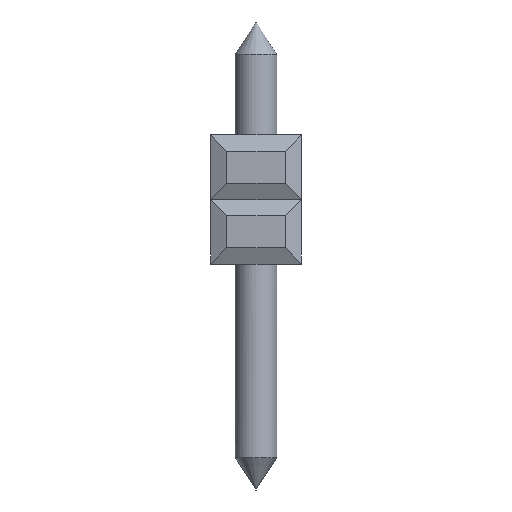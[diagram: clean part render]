
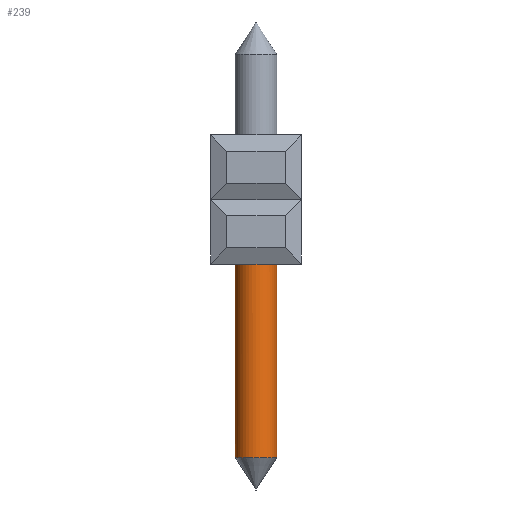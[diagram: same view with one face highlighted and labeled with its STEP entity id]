
A CAD part, left-side view. The second image highlights one B-rep face of the part: STEP entity #239.
In plain terms, the highlighted cylindrical face has radius 0.65 mm (diameter 1.3 mm), a full revolution.
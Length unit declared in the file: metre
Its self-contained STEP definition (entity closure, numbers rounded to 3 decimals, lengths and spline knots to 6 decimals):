
#239=ADVANCED_FACE('',(#657,#658),#659,.T.);
#657=FACE_OUTER_BOUND('',#1286,.T.);
#658=FACE_OUTER_BOUND('',#1287,.T.);
#659=CYLINDRICAL_SURFACE('',#1288,0.00065);
#1286=EDGE_LOOP('',(#1963));
#1287=EDGE_LOOP('',(#1964));
#1288=AXIS2_PLACEMENT_3D('',#1965,#1966,#1967);
#1963=ORIENTED_EDGE('',*,*,#3541,.F.);
#1964=ORIENTED_EDGE('',*,*,#3542,.F.);
#1965=CARTESIAN_POINT('',(-0.00435,-0.03326,0.0005));
#1966=DIRECTION('',(0.0,0.,-1.0));
#1967=DIRECTION('',(-1.0,0.0,0.0));
#3541=EDGE_CURVE('',#4206,#4206,#4207,.T.);
#3542=EDGE_CURVE('',#4208,#4208,#4209,.T.);
#4206=VERTEX_POINT('',#5115);
#4207=CIRCLE('',#5116,0.00065);
#4208=VERTEX_POINT('',#5117);
#4209=CIRCLE('',#5118,0.00065);
#5115=CARTESIAN_POINT('',(-0.00396,-0.03274,-0.01));
#5116=AXIS2_PLACEMENT_3D('',#6314,#6315,#6316);
#5117=CARTESIAN_POINT('',(-0.00435,-0.03391,-0.0038));
#5118=AXIS2_PLACEMENT_3D('',#6317,#6318,#6319);
#6314=CARTESIAN_POINT('',(-0.00435,-0.03326,-0.01));
#6315=DIRECTION('',(0.,0.,-1.0));
#6316=DIRECTION('',(0.6,0.8,0.));
#6317=CARTESIAN_POINT('',(-0.00435,-0.03326,-0.0038));
#6318=DIRECTION('',(0.0,0.,1.0));
#6319=DIRECTION('',(0.0,-1.0,0.));
